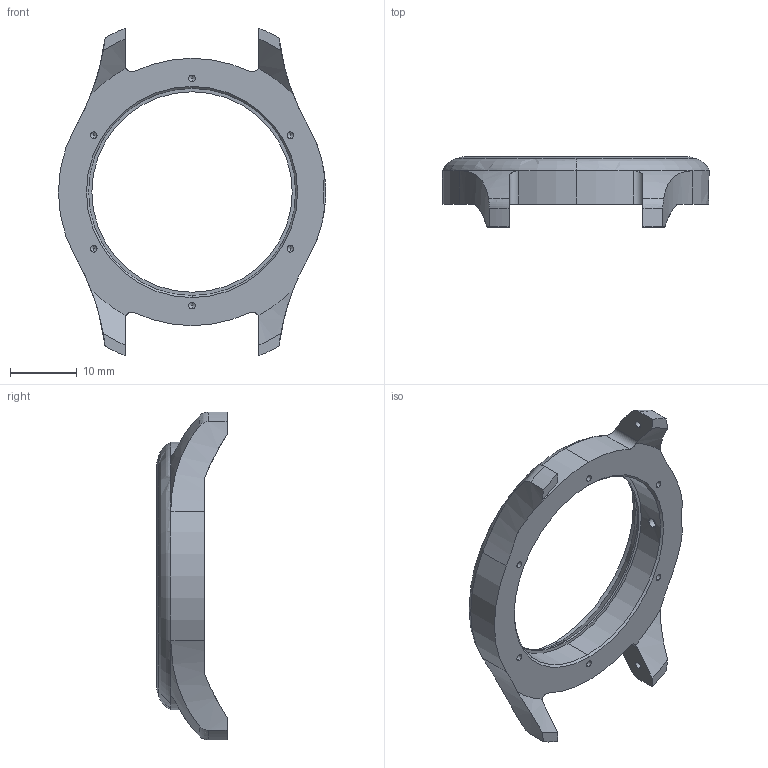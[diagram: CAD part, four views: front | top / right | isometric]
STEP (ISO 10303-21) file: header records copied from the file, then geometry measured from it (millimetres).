
FILE_DESCRIPTION (( 'STEP AP203' ), '1' );
FILE_NAME ('B200-CAR-x_01.STEP', '2022-03-21T22:30:25', ( '' ), ( '' ), 'SwSTEP 2.0', 'SolidWorks 2012', '' );
FILE_SCHEMA (( 'CONFIG_CONTROL_DESIGN' ));
Length unit declared in the file: millimetre
Products named in the file (1): B200-CAR-x_01
Bounding box: 39.99 x 10.5 x 49.08 mm (x, y, z)
Volume: 3812.7 mm3; surface area: 3091.2 mm2
Topology: 1 solids, 1 shells, 110 faces, 261 edges, 165 vertices
Faces by surface type: cylinder 50, cone 27, plane 23, torus 10
Entity records: 3521 total; most frequent: CARTESIAN_POINT 864, DIRECTION 570, ORIENTED_EDGE 522, EDGE_CURVE 261, AXIS2_PLACEMENT_3D 245, VERTEX_POINT 165, CIRCLE 134, EDGE_LOOP 126
